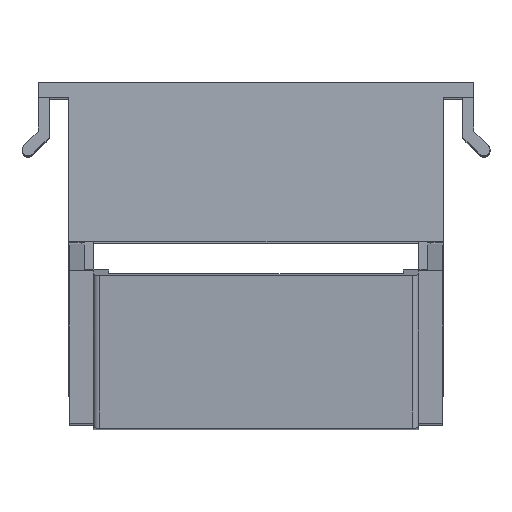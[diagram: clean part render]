
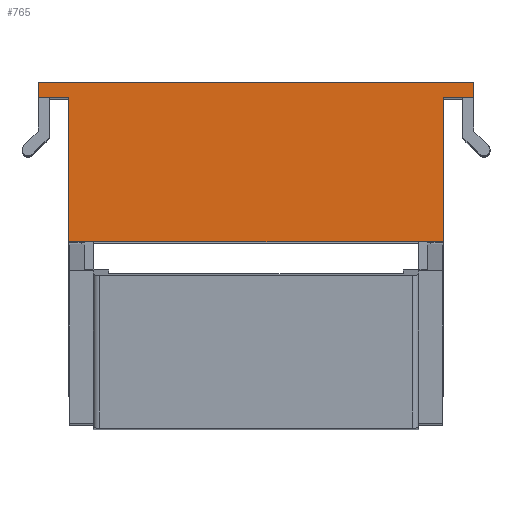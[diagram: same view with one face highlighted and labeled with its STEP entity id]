
A CAD part, top view. The second image highlights one B-rep face of the part: STEP entity #765.
In plain terms, the highlighted planar face has unit normal (0, 0, 1).
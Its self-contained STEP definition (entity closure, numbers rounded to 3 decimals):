
#74 = AXIS2_PLACEMENT_3D ( 'NONE', #4844, #4592, #4644 ) ;
#107 = EDGE_CURVE ( 'NONE', #456, #1367, #2737, .T. ) ;
#336 = DIRECTION ( 'NONE',  ( 0., 1., 0. ) ) ;
#408 = CARTESIAN_POINT ( 'NONE',  ( 35.5, -2.5, 80. ) ) ;
#456 = VERTEX_POINT ( 'NONE', #408 ) ;
#533 = CARTESIAN_POINT ( 'NONE',  ( -35.5, 0., 80. ) ) ;
#557 = VECTOR ( 'NONE', #1608, 1000. ) ;
#596 = LINE ( 'NONE', #1633, #557 ) ;
#652 = CARTESIAN_POINT ( 'NONE',  ( -30.5, -26., 80. ) ) ;
#765 = ADVANCED_FACE ( 'NONE', ( #2286 ), #5088, .F. ) ;
#1054 = EDGE_CURVE ( 'NONE', #1664, #456, #1732, .T. ) ;
#1087 = CARTESIAN_POINT ( 'NONE',  ( 30.5, -2.5, 80. ) ) ;
#1113 = EDGE_CURVE ( 'NONE', #1367, #2646, #1574, .T. ) ;
#1123 = EDGE_CURVE ( 'NONE', #2646, #2845, #1609, .T. ) ;
#1216 = EDGE_CURVE ( 'NONE', #1762, #3878, #1564, .T. ) ;
#1230 = EDGE_CURVE ( 'NONE', #3878, #1664, #1454, .T. ) ;
#1344 = LINE ( 'NONE', #2511, #4232 ) ;
#1367 = VERTEX_POINT ( 'NONE', #3042 ) ;
#1454 = LINE ( 'NONE', #4049, #1467 ) ;
#1458 = ORIENTED_EDGE ( 'NONE', *, *, #1123, .T. ) ;
#1467 = VECTOR ( 'NONE', #4040, 1000. ) ;
#1496 = ORIENTED_EDGE ( 'NONE', *, *, #1542, .T. ) ;
#1542 = EDGE_CURVE ( 'NONE', #3845, #1762, #596, .T. ) ;
#1562 = VECTOR ( 'NONE', #4626, 1000. ) ;
#1564 = LINE ( 'NONE', #4183, #3154 ) ;
#1574 = LINE ( 'NONE', #1819, #1604 ) ;
#1604 = VECTOR ( 'NONE', #4655, 1000. ) ;
#1608 = DIRECTION ( 'NONE',  ( 0., -1., 0. ) ) ;
#1609 = LINE ( 'NONE', #4802, #1562 ) ;
#1633 = CARTESIAN_POINT ( 'NONE',  ( -30.5, -2.5, 80. ) ) ;
#1664 = VERTEX_POINT ( 'NONE', #1087 ) ;
#1686 = VECTOR ( 'NONE', #5112, 1000. ) ;
#1732 = LINE ( 'NONE', #5075, #1686 ) ;
#1762 = VERTEX_POINT ( 'NONE', #652 ) ;
#1819 = CARTESIAN_POINT ( 'NONE',  ( -35.5, 0., 80. ) ) ;
#2286 = FACE_OUTER_BOUND ( 'NONE', #4410, .T. ) ;
#2490 = DIRECTION ( 'NONE',  ( 1., 0., 0. ) ) ;
#2511 = CARTESIAN_POINT ( 'NONE',  ( -33.7, -2.5, 80. ) ) ;
#2646 = VERTEX_POINT ( 'NONE', #533 ) ;
#2737 = LINE ( 'NONE', #4846, #2740 ) ;
#2740 = VECTOR ( 'NONE', #336, 1000. ) ;
#2845 = VERTEX_POINT ( 'NONE', #4361 ) ;
#3042 = CARTESIAN_POINT ( 'NONE',  ( 35.5, 0., 80. ) ) ;
#3059 = ORIENTED_EDGE ( 'NONE', *, *, #1216, .T. ) ;
#3154 = VECTOR ( 'NONE', #4158, 1000. ) ;
#3179 = EDGE_CURVE ( 'NONE', #2845, #3845, #1344, .T. ) ;
#3472 = CARTESIAN_POINT ( 'NONE',  ( -30.5, -2.5, 80. ) ) ;
#3845 = VERTEX_POINT ( 'NONE', #3472 ) ;
#3878 = VERTEX_POINT ( 'NONE', #4872 ) ;
#3885 = ORIENTED_EDGE ( 'NONE', *, *, #1113, .T. ) ;
#4040 = DIRECTION ( 'NONE',  ( 0., 1., 0. ) ) ;
#4049 = CARTESIAN_POINT ( 'NONE',  ( 30.5, -2.5, 80. ) ) ;
#4111 = ORIENTED_EDGE ( 'NONE', *, *, #1054, .T. ) ;
#4158 = DIRECTION ( 'NONE',  ( 1., 0., 0. ) ) ;
#4183 = CARTESIAN_POINT ( 'NONE',  ( 30.5, -26., 80. ) ) ;
#4232 = VECTOR ( 'NONE', #2490, 1000. ) ;
#4361 = CARTESIAN_POINT ( 'NONE',  ( -35.5, -2.5, 80. ) ) ;
#4410 = EDGE_LOOP ( 'NONE', ( #4111, #4651, #3885, #1458, #4701, #1496, #3059, #5014 ) ) ;
#4592 = DIRECTION ( 'NONE',  ( 0., 0., -1. ) ) ;
#4626 = DIRECTION ( 'NONE',  ( 0., -1., 0. ) ) ;
#4644 = DIRECTION ( 'NONE',  ( -1., 0., 0. ) ) ;
#4651 = ORIENTED_EDGE ( 'NONE', *, *, #107, .T. ) ;
#4655 = DIRECTION ( 'NONE',  ( -1., 0., 0. ) ) ;
#4701 = ORIENTED_EDGE ( 'NONE', *, *, #3179, .T. ) ;
#4802 = CARTESIAN_POINT ( 'NONE',  ( -35.5, -7.961, 80. ) ) ;
#4844 = CARTESIAN_POINT ( 'NONE',  ( 37.125, -11., 80. ) ) ;
#4846 = CARTESIAN_POINT ( 'NONE',  ( 35.5, -7.961, 80. ) ) ;
#4872 = CARTESIAN_POINT ( 'NONE',  ( 30.5, -26., 80. ) ) ;
#5014 = ORIENTED_EDGE ( 'NONE', *, *, #1230, .T. ) ;
#5075 = CARTESIAN_POINT ( 'NONE',  ( 33.7, -2.5, 80. ) ) ;
#5088 = PLANE ( 'NONE',  #74 ) ;
#5112 = DIRECTION ( 'NONE',  ( 1., 0., 0. ) ) ;
